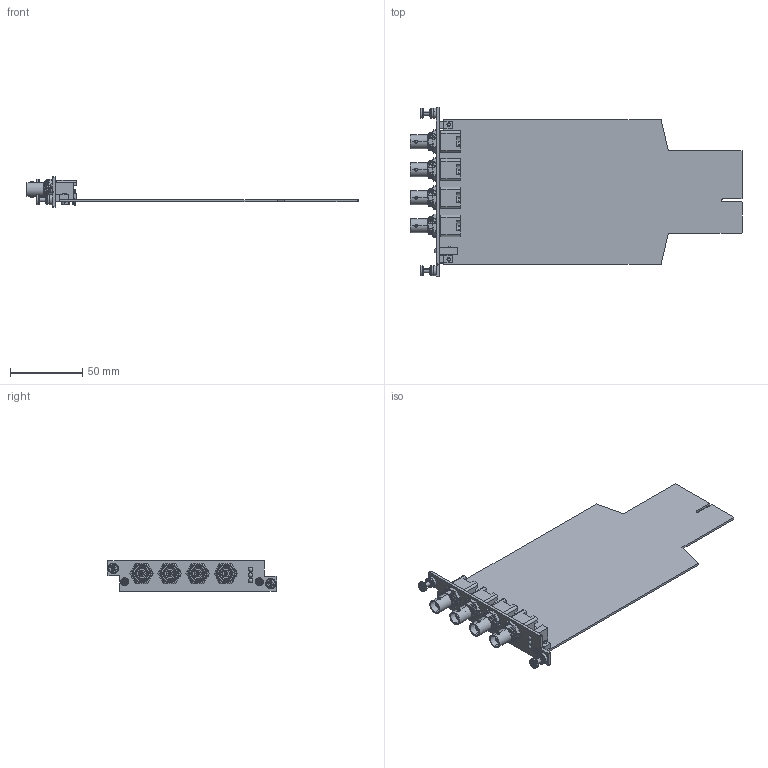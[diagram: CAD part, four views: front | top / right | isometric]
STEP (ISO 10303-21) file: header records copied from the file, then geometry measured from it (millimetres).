
FILE_DESCRIPTION(('FreeCAD Model'),'2;1');
FILE_NAME('Open CASCADE Shape Model','2023-03-24T09:58:39',(''),(''), 'Open CASCADE STEP processor 7.6','FreeCAD','Unknown');
FILE_SCHEMA(('AUTOMOTIVE_DESIGN { 1 0 10303 214 1 1 1 1 }'));
Length unit declared in the file: millimetre
Products named in the file (59): PCB001; Board; ME101; 6699793856; Extruded002; 6699793664; Extruded003; ME100; 6699793856001; 6699793664001; LED401; 6515156224; Cylinder; 6515156608; Sphere; 6515156992; Sphere001; 6515157376; Cylinder001; 6515157760; Cylinder002; 6515158144; Sphere002; 6515158528; Extruded004; 6515158720; Extruded010; 6515158720001; 6515158720002; 6515158720003; 6515158720004; 6515158720005; 6515158912; Extruded011; X703[A..D]; X703C; c-5415218-5-c-3d003; c-1-329631-2-ap-3d002; X703D; X703A ...
Assembly tree (73 placements, depth 4):
  PCB001
    Board
    ME101
      6699793856
        Extruded002
      6699793664
        Extruded003
    ME100
      6699793856001
        Extruded002
      6699793664001
        Extruded003
    LED401
      6515156224
        Cylinder
      6515156608
        Sphere
      6515156992
        Sphere001
      6515157376
        Cylinder001
      6515157760
        Cylinder002
      6515158144
        Sphere002
      6515158528
        Extruded004
      6515158720
        Extruded010
      6515158720001
        Extruded010
      6515158720002
        Extruded010
      6515158720003
        Extruded010
      6515158720004
        Extruded010
      6515158720005
        Extruded010
      6515158912
        Extruded011
    X703[A..D]
      X703C
        c-5415218-5-c-3d003
        c-1-329631-2-ap-3d002
      X703D
        c-5415218-5-c-3d003
        c-1-329631-2-ap-3d002
      X703A
        c-5415218-5-c-3d003
        c-1-329631-2-ap-3d002
      X703B
        c-5415218-5-c-3d003
        c-1-329631-2-ap-3d002
    2022-0117z
      2022-0117z_2022-0117z
      PFHV_M3-0_PFHV_M3-0
        KVT_PFHV_M3_011_KVT_PFHV_M3_012
        KVT_PFHV_M3_012_KVT_PFHV_M3_013
      PFHV_M3-0_PFHV_M3-001
Bounding box: 229.17 x 117 x 21 mm (x, y, z)
Volume: 48733.5 mm3; surface area: 55716.7 mm2
Topology: 38 solids, 40 shells, 1530 faces, 3718 edges, 2308 vertices
Faces by surface type: plane 575, cylinder 370, bspline 344, cone 182, torus 56, sphere 3
Full cylindrical faces by diameter (mm): 0.195 x2, 0.8 x6, 1 x8, 1.9 x8, 2.224 x4, 2.5 x4, 2.6 x2, 2.7 x2, 2.9 x3, 4.7 x2
Entity records: 69164 total; most frequent: CARTESIAN_POINT 36877, DIRECTION 5525, LINE 3177, VECTOR 3177, ORIENTED_EDGE 3120, PCURVE 3120, DEFINITIONAL_REPRESENTATION 3120, EDGE_CURVE 1560
